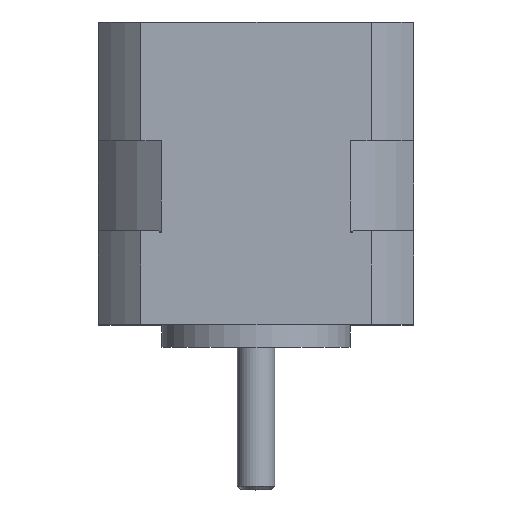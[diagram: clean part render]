
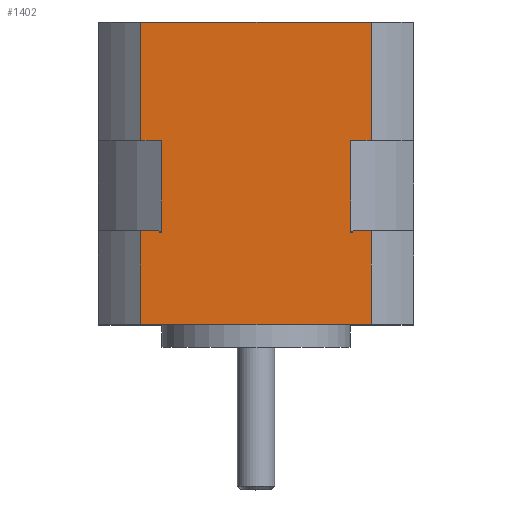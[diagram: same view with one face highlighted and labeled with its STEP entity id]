
A CAD part, top view. The second image highlights one B-rep face of the part: STEP entity #1402.
In plain terms, the highlighted planar face has unit normal (0, 0, 1).
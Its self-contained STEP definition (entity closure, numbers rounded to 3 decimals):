
#94=FACE_OUTER_BOUND('',#179,.T.);
#179=EDGE_LOOP('',(#970,#971,#972,#973,#974,#975,#976,#977,#978,#979,#980,
#981,#982,#983));
#272=LINE('',#2211,#360);
#276=LINE('',#2245,#364);
#278=LINE('',#2252,#366);
#279=LINE('',#2256,#367);
#280=LINE('',#2257,#368);
#281=LINE('',#2259,#369);
#282=LINE('',#2263,#370);
#283=LINE('',#2265,#371);
#284=LINE('',#2267,#372);
#285=LINE('',#2269,#373);
#286=LINE('',#2271,#374);
#287=LINE('',#2272,#375);
#360=VECTOR('',#1709,30.66);
#364=VECTOR('',#1741,12.5);
#366=VECTOR('',#1747,12.2);
#367=VECTOR('',#1750,2.326);
#368=VECTOR('',#1751,12.5);
#369=VECTOR('',#1752,2.326);
#370=VECTOR('',#1755,12.2);
#371=VECTOR('',#1756,2.71);
#372=VECTOR('',#1757,15.8);
#373=VECTOR('',#1758,30.66);
#374=VECTOR('',#1759,15.8);
#375=VECTOR('',#1760,2.71);
#463=CIRCLE('',#1515,48.332);
#464=CIRCLE('',#1516,48.334);
#574=VERTEX_POINT('',#2207);
#576=VERTEX_POINT('',#2210);
#592=VERTEX_POINT('',#2244);
#594=VERTEX_POINT('',#2250);
#595=VERTEX_POINT('',#2251);
#596=VERTEX_POINT('',#2253);
#597=VERTEX_POINT('',#2255);
#598=VERTEX_POINT('',#2258);
#599=VERTEX_POINT('',#2260);
#600=VERTEX_POINT('',#2262);
#601=VERTEX_POINT('',#2264);
#602=VERTEX_POINT('',#2266);
#603=VERTEX_POINT('',#2268);
#604=VERTEX_POINT('',#2270);
#735=EDGE_CURVE('',#576,#574,#272,.T.);
#752=EDGE_CURVE('',#592,#574,#276,.T.);
#755=EDGE_CURVE('',#594,#595,#278,.T.);
#756=EDGE_CURVE('',#594,#596,#463,.T.);
#757=EDGE_CURVE('',#597,#596,#279,.T.);
#758=EDGE_CURVE('',#597,#576,#280,.T.);
#759=EDGE_CURVE('',#598,#592,#281,.T.);
#760=EDGE_CURVE('',#598,#599,#464,.T.);
#761=EDGE_CURVE('',#599,#600,#282,.T.);
#762=EDGE_CURVE('',#600,#601,#283,.T.);
#763=EDGE_CURVE('',#601,#602,#284,.T.);
#764=EDGE_CURVE('',#603,#602,#285,.T.);
#765=EDGE_CURVE('',#604,#603,#286,.T.);
#766=EDGE_CURVE('',#604,#595,#287,.T.);
#970=ORIENTED_EDGE('',*,*,#755,.F.);
#971=ORIENTED_EDGE('',*,*,#756,.T.);
#972=ORIENTED_EDGE('',*,*,#757,.F.);
#973=ORIENTED_EDGE('',*,*,#758,.T.);
#974=ORIENTED_EDGE('',*,*,#735,.T.);
#975=ORIENTED_EDGE('',*,*,#752,.F.);
#976=ORIENTED_EDGE('',*,*,#759,.F.);
#977=ORIENTED_EDGE('',*,*,#760,.T.);
#978=ORIENTED_EDGE('',*,*,#761,.T.);
#979=ORIENTED_EDGE('',*,*,#762,.T.);
#980=ORIENTED_EDGE('',*,*,#763,.T.);
#981=ORIENTED_EDGE('',*,*,#764,.F.);
#982=ORIENTED_EDGE('',*,*,#765,.F.);
#983=ORIENTED_EDGE('',*,*,#766,.T.);
#1365=PLANE('',#1514);
#1402=ADVANCED_FACE('',(#94),#1365,.T.);
#1514=AXIS2_PLACEMENT_3D('',#2249,#1745,#1746);
#1515=AXIS2_PLACEMENT_3D('',#2254,#1748,#1749);
#1516=AXIS2_PLACEMENT_3D('',#2261,#1753,#1754);
#1709=DIRECTION('',(1.,0.,0.));
#1741=DIRECTION('',(0.,-1.,0.));
#1745=DIRECTION('center_axis',(0.,0.,1.));
#1746=DIRECTION('ref_axis',(1.,0.,0.));
#1747=DIRECTION('',(0.,1.,0.));
#1748=DIRECTION('center_axis',(0.001,0.001,
-1.));
#1749=DIRECTION('ref_axis',(-0.466,-0.885,-0.001));
#1750=DIRECTION('',(1.,0.,0.));
#1751=DIRECTION('',(0.,-1.,0.));
#1752=DIRECTION('',(1.,0.,0.));
#1753=DIRECTION('center_axis',(-0.001,0.001,
-1.));
#1754=DIRECTION('ref_axis',(0.458,-0.889,-0.001));
#1755=DIRECTION('',(0.,1.,0.));
#1756=DIRECTION('',(1.,0.,0.));
#1757=DIRECTION('',(0.,1.,0.));
#1758=DIRECTION('',(1.,0.,0.));
#1759=DIRECTION('',(0.,1.,0.));
#1760=DIRECTION('',(1.,0.,0.));
#2207=CARTESIAN_POINT('',(15.33,0.,21.));
#2210=CARTESIAN_POINT('',(-15.33,0.,21.));
#2211=CARTESIAN_POINT('',(-15.33,0.,21.));
#2244=CARTESIAN_POINT('',(15.33,12.5,21.));
#2245=CARTESIAN_POINT('',(15.33,12.5,21.));
#2249=CARTESIAN_POINT('Origin',(-15.33,0.,21.));
#2250=CARTESIAN_POINT('',(-12.62,12.3,21.));
#2251=CARTESIAN_POINT('',(-12.62,24.5,21.));
#2252=CARTESIAN_POINT('',(-12.62,12.3,21.));
#2253=CARTESIAN_POINT('',(-13.004,12.5,21.));
#2254=CARTESIAN_POINT('Origin',(9.513,55.266,21.065));
#2255=CARTESIAN_POINT('',(-15.33,12.5,21.));
#2256=CARTESIAN_POINT('',(-15.33,12.5,21.));
#2257=CARTESIAN_POINT('',(-15.33,12.5,21.));
#2258=CARTESIAN_POINT('',(13.004,12.5,21.));
#2259=CARTESIAN_POINT('',(13.004,12.5,21.));
#2260=CARTESIAN_POINT('',(12.62,12.3,21.));
#2261=CARTESIAN_POINT('Origin',(-9.514,55.268,21.063));
#2262=CARTESIAN_POINT('',(12.62,24.5,21.));
#2263=CARTESIAN_POINT('',(12.62,12.3,21.));
#2264=CARTESIAN_POINT('',(15.33,24.5,21.));
#2265=CARTESIAN_POINT('',(12.62,24.5,21.));
#2266=CARTESIAN_POINT('',(15.33,40.3,21.));
#2267=CARTESIAN_POINT('',(15.33,24.5,21.));
#2268=CARTESIAN_POINT('',(-15.33,40.3,21.));
#2269=CARTESIAN_POINT('',(-15.33,40.3,21.));
#2270=CARTESIAN_POINT('',(-15.33,24.5,21.));
#2271=CARTESIAN_POINT('',(-15.33,24.5,21.));
#2272=CARTESIAN_POINT('',(-15.33,24.5,21.));
